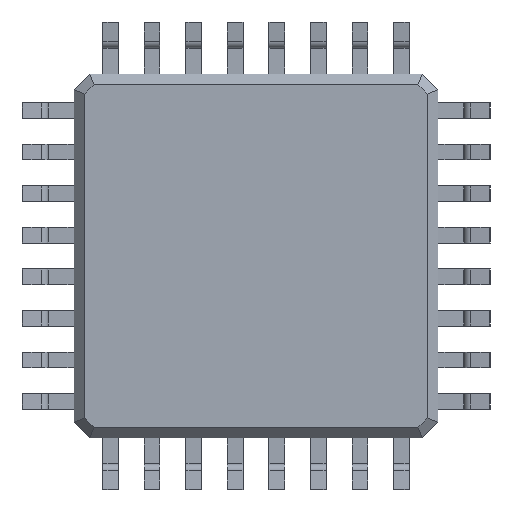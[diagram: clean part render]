
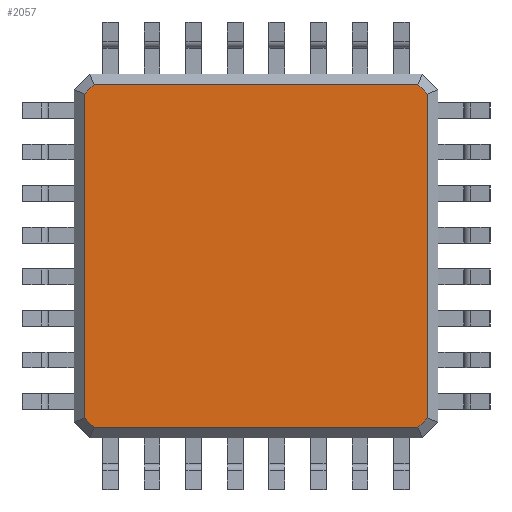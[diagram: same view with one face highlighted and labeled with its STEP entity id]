
A CAD part, front view. The second image highlights one B-rep face of the part: STEP entity #2057.
In plain terms, the highlighted planar face has unit normal (0, -1, 0).
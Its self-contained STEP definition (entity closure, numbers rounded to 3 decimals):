
#931 = DIRECTION ( 'NONE',  ( -0.707, 0., -0.707 ) ) ;
#956 = DIRECTION ( 'NONE',  ( 1., 0., 0. ) ) ;
#964 = CARTESIAN_POINT ( 'NONE',  ( 3.117, 0.15, -3.3 ) ) ;
#974 = VERTEX_POINT ( 'NONE', #8655 ) ;
#1303 = PLANE ( 'NONE',  #2142 ) ;
#1753 = VERTEX_POINT ( 'NONE', #15007 ) ;
#1906 = DIRECTION ( 'NONE',  ( 0., 0., 1. ) ) ;
#2021 = CARTESIAN_POINT ( 'NONE',  ( -3.3, 0.15, 3.117 ) ) ;
#2057 = ADVANCED_FACE ( 'NONE', ( #15390 ), #1303, .F. ) ;
#2142 = AXIS2_PLACEMENT_3D ( 'NONE', #5110, #16190, #1906 ) ;
#2272 = CARTESIAN_POINT ( 'NONE',  ( 3.059, 0.15, 3.359 ) ) ;
#2280 = CARTESIAN_POINT ( 'NONE',  ( -3.359, 0.15, 3.059 ) ) ;
#2325 = EDGE_CURVE ( 'NONE', #8976, #15071, #7859, .T. ) ;
#2932 = DIRECTION ( 'NONE',  ( -1., 0., 0. ) ) ;
#3384 = LINE ( 'NONE', #18748, #5815 ) ;
#3560 = CARTESIAN_POINT ( 'NONE',  ( 3.359, 0.15, -3.059 ) ) ;
#3851 = CARTESIAN_POINT ( 'NONE',  ( 0., 0.15, -3.3 ) ) ;
#4700 = CARTESIAN_POINT ( 'NONE',  ( -3.117, 0.15, 3.3 ) ) ;
#4876 = DIRECTION ( 'NONE',  ( 0., 0., 1. ) ) ;
#5067 = VECTOR ( 'NONE', #931, 1000. ) ;
#5110 = CARTESIAN_POINT ( 'NONE',  ( 0., 0.15, 0. ) ) ;
#5210 = EDGE_CURVE ( 'NONE', #1753, #6607, #13093, .T. ) ;
#5233 = EDGE_CURVE ( 'NONE', #9115, #974, #10139, .T. ) ;
#5708 = VERTEX_POINT ( 'NONE', #6823 ) ;
#5815 = VECTOR ( 'NONE', #4876, 1000. ) ;
#5900 = CARTESIAN_POINT ( 'NONE',  ( -3.059, 0.15, -3.359 ) ) ;
#6158 = EDGE_LOOP ( 'NONE', ( #14395, #18507, #11007, #17876, #7025, #17651, #8252, #18821 ) ) ;
#6208 = DIRECTION ( 'NONE',  ( 0.707, 0., -0.707 ) ) ;
#6607 = VERTEX_POINT ( 'NONE', #964 ) ;
#6823 = CARTESIAN_POINT ( 'NONE',  ( 3.3, 0.15, -3.117 ) ) ;
#7025 = ORIENTED_EDGE ( 'NONE', *, *, #5233, .T. ) ;
#7528 = EDGE_CURVE ( 'NONE', #15071, #9115, #13265, .T. ) ;
#7859 = LINE ( 'NONE', #17019, #13956 ) ;
#8081 = VECTOR ( 'NONE', #12803, 1000. ) ;
#8252 = ORIENTED_EDGE ( 'NONE', *, *, #5210, .T. ) ;
#8655 = CARTESIAN_POINT ( 'NONE',  ( -3.3, 0.15, -3.117 ) ) ;
#8976 = VERTEX_POINT ( 'NONE', #19106 ) ;
#9115 = VERTEX_POINT ( 'NONE', #2021 ) ;
#9762 = LINE ( 'NONE', #3560, #8081 ) ;
#9953 = VECTOR ( 'NONE', #6208, 1000. ) ;
#10139 = LINE ( 'NONE', #13509, #11546 ) ;
#11007 = ORIENTED_EDGE ( 'NONE', *, *, #2325, .T. ) ;
#11530 = DIRECTION ( 'NONE',  ( -0.707, 0., 0.707 ) ) ;
#11546 = VECTOR ( 'NONE', #14747, 1000. ) ;
#11700 = VECTOR ( 'NONE', #11530, 1000. ) ;
#12803 = DIRECTION ( 'NONE',  ( 0.707, 0., 0.707 ) ) ;
#13093 = LINE ( 'NONE', #3851, #16129 ) ;
#13265 = LINE ( 'NONE', #2280, #5067 ) ;
#13509 = CARTESIAN_POINT ( 'NONE',  ( -3.3, 0.15, 0. ) ) ;
#13956 = VECTOR ( 'NONE', #2932, 1000. ) ;
#14395 = ORIENTED_EDGE ( 'NONE', *, *, #20113, .T. ) ;
#14527 = VERTEX_POINT ( 'NONE', #18446 ) ;
#14747 = DIRECTION ( 'NONE',  ( 0., 0., -1. ) ) ;
#14908 = EDGE_CURVE ( 'NONE', #6607, #5708, #9762, .T. ) ;
#15007 = CARTESIAN_POINT ( 'NONE',  ( -3.117, 0.15, -3.3 ) ) ;
#15071 = VERTEX_POINT ( 'NONE', #4700 ) ;
#15390 = FACE_OUTER_BOUND ( 'NONE', #6158, .T. ) ;
#16129 = VECTOR ( 'NONE', #956, 1000. ) ;
#16190 = DIRECTION ( 'NONE',  ( 0., 1., 0. ) ) ;
#17019 = CARTESIAN_POINT ( 'NONE',  ( 0., 0.15, 3.3 ) ) ;
#17158 = EDGE_CURVE ( 'NONE', #974, #1753, #17195, .T. ) ;
#17195 = LINE ( 'NONE', #5900, #9953 ) ;
#17651 = ORIENTED_EDGE ( 'NONE', *, *, #17158, .T. ) ;
#17876 = ORIENTED_EDGE ( 'NONE', *, *, #7528, .T. ) ;
#17984 = LINE ( 'NONE', #2272, #11700 ) ;
#18446 = CARTESIAN_POINT ( 'NONE',  ( 3.3, 0.15, 3.117 ) ) ;
#18507 = ORIENTED_EDGE ( 'NONE', *, *, #18796, .T. ) ;
#18748 = CARTESIAN_POINT ( 'NONE',  ( 3.3, 0.15, 0. ) ) ;
#18796 = EDGE_CURVE ( 'NONE', #14527, #8976, #17984, .T. ) ;
#18821 = ORIENTED_EDGE ( 'NONE', *, *, #14908, .T. ) ;
#19106 = CARTESIAN_POINT ( 'NONE',  ( 3.117, 0.15, 3.3 ) ) ;
#20113 = EDGE_CURVE ( 'NONE', #5708, #14527, #3384, .T. ) ;
